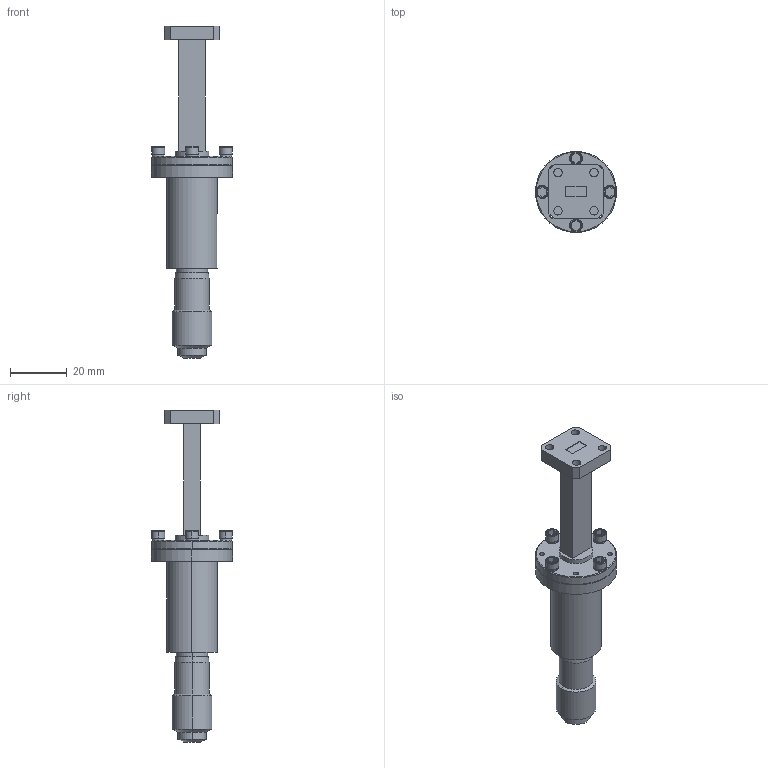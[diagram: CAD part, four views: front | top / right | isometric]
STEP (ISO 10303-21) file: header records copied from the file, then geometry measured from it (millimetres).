
FILE_DESCRIPTION (( 'STEP AP203' ), '1' );
FILE_NAME ('SWL-2827-T1.STEP', '2019-06-10T23:28:03', ( '' ), ( '' ), 'SwSTEP 2.0', 'SolidWorks 2016', '' );
FILE_SCHEMA (( 'CONFIG_CONTROL_DESIGN' ));
Length unit declared in the file: inch
Products named in the file (1): SWL-2827-T1
Bounding box: 28.57 x 28.57 x 117.09 mm (x, y, z)
Volume: 20411.6 mm3; surface area: 8381.1 mm2
Topology: 9 solids, 9 shells, 424 faces, 1062 edges, 686 vertices
Faces by surface type: cylinder 261, plane 110, cone 28, bspline 17, torus 8
Entity records: 27262 total; most frequent: CARTESIAN_POINT 17972, ORIENTED_EDGE 2124, DIRECTION 1712, EDGE_CURVE 1062, VERTEX_POINT 686, AXIS2_PLACEMENT_3D 630, EDGE_LOOP 478, LINE 452
